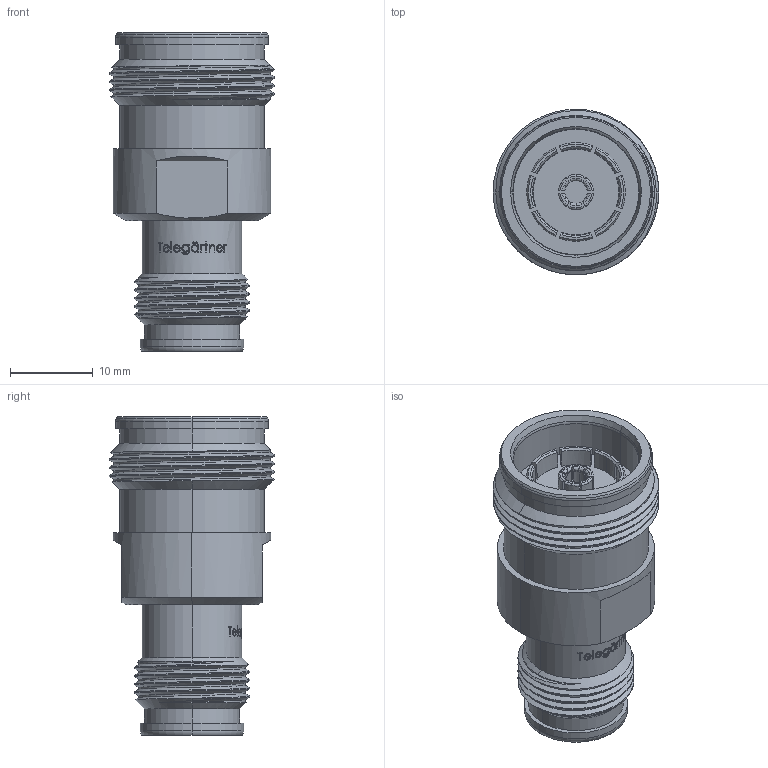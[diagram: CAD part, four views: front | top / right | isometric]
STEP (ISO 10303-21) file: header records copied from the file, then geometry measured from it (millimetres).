
FILE_DESCRIPTION (( 'STEP AP214' ), '1' );
FILE_NAME ('J01443A0006.STEP', '2018-08-02T08:10:15', ( '' ), ( '' ), 'SwSTEP 2.0', 'SolidWorks 2017', '' );
FILE_SCHEMA (( 'AUTOMOTIVE_DESIGN' ));
Length unit declared in the file: millimetre
Products named in the file (1): J01443A0006
Bounding box: 20 x 20 x 38.5 mm (x, y, z)
Volume: 6581.7 mm3; surface area: 3608.5 mm2
Topology: 1 solids, 1 shells, 511 faces, 1327 edges, 866 vertices
Faces by surface type: plane 142, cylinder 104, torus 89, bspline 89, cone 87
Entity records: 29511 total; most frequent: CARTESIAN_POINT 12555, ORIENTED_EDGE 2654, DIRECTION 1957, EDGE_CURVE 1327, VERTEX_POINT 866, AXIS2_PLACEMENT_3D 795, EDGE_LOOP 559, UNCERTAINTY_MEASURE_WITH_UNIT 512
